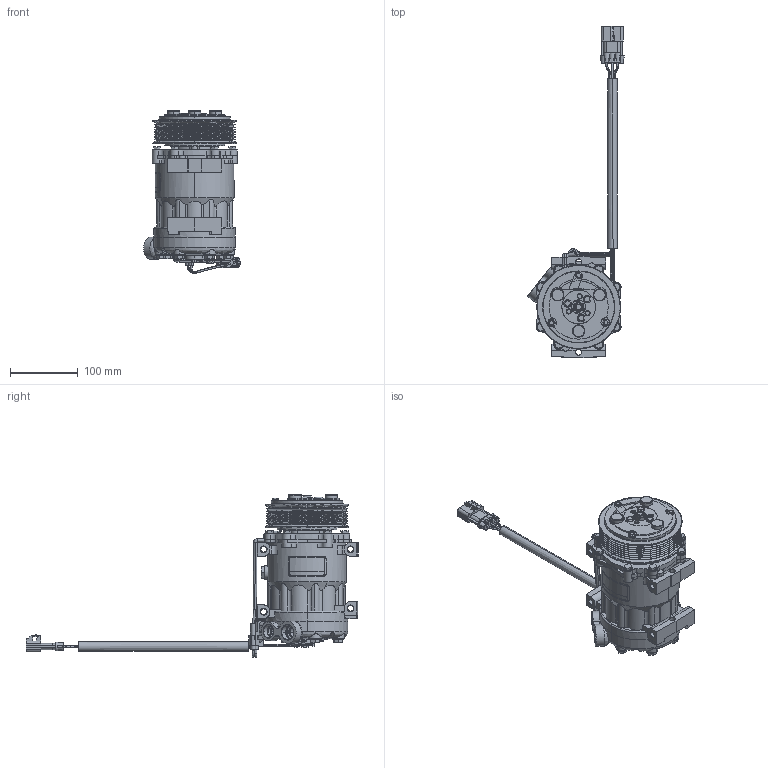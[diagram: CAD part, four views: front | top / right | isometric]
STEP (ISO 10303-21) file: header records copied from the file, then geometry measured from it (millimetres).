
FILE_DESCRIPTION (( 'STEP AP203' ), '1' );
FILE_NAME ('SANDEN_4303_REV_B_COMPR_AC.STEP', '2011-04-29T18:54:44', ( '' ), ( '' ), 'SwSTEP 2.0', 'SolidWorks 2010', '' );
FILE_SCHEMA (( 'CONFIG_CONTROL_DESIGN' ));
Products named in the file (1): SANDEN_4303_REV_B_COMPR_AC
Bounding box: 142.87 x 489.26 x 240 mm (x, y, z)
Volume: 2285847.3 mm3; surface area: 238415.6 mm2
Topology: 1 solids, 1 shells, 1726 faces, 4921 edges, 3192 vertices
Faces by surface type: cylinder 704, plane 636, bspline 269, cone 117
Entity records: 130374 total; most frequent: CARTESIAN_POINT 92143, ORIENTED_EDGE 9818, DIRECTION 5034, EDGE_CURVE 4909, VERTEX_POINT 3192, B_SPLINE_CURVE_WITH_KNOTS 2948, EDGE_LOOP 1859, FACE_OUTER_BOUND 1726
